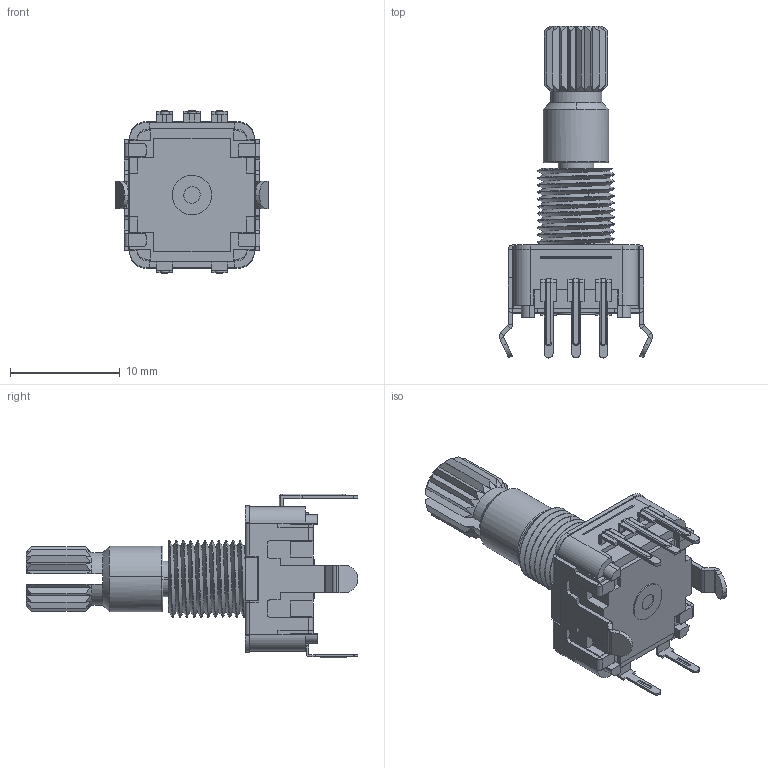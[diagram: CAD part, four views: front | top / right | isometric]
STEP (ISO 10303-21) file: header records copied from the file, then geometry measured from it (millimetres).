
FILE_DESCRIPTION (( 'STEP AP214' ), '1' );
FILE_NAME ('PEC11R-4220K-S0024.STEP', '2023-02-20T16:30:44', ( '' ), ( '' ), 'SwSTEP 2.0', 'SolidWorks 2021', '' );
FILE_SCHEMA (( 'AUTOMOTIVE_DESIGN' ));
Length unit declared in the file: millimetre
Products named in the file (1): PEC11R-4220K-S0024
Bounding box: 14 x 30.3 x 14.95 mm (x, y, z)
Volume: 1350.7 mm3; surface area: 2219.4 mm2
Topology: 8 solids, 9 shells, 692 faces, 1792 edges, 1130 vertices
Faces by surface type: plane 389, cylinder 230, cone 39, torus 24, bspline 10
Entity records: 25135 total; most frequent: CARTESIAN_POINT 8229, ORIENTED_EDGE 3584, DIRECTION 3395, EDGE_CURVE 1792, AXIS2_PLACEMENT_3D 1141, VERTEX_POINT 1130, LINE 1113, VECTOR 1113
